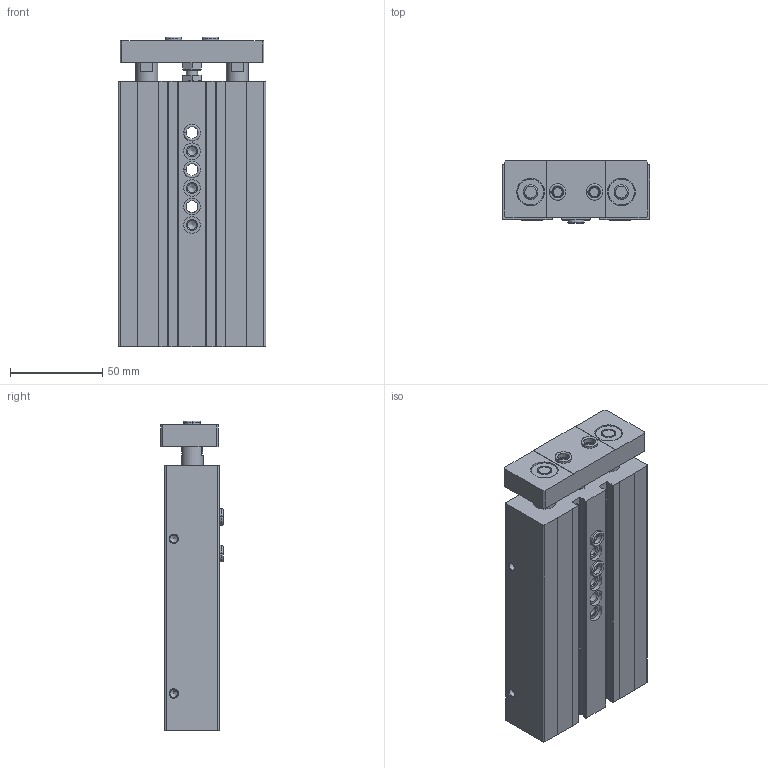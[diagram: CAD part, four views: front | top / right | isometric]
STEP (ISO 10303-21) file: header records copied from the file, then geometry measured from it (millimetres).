
FILE_DESCRIPTION(/* description */ ('STEP AP214'),/* implementation_level */ '2;1');
FILE_NAME(/* name */ '162099_DPZ-25-50-P-A-KF',/* time_stamp */ '2024-08-21T00:24:10+02:00',/* author */ ('License CC BY-ND 4.0'),/* organization */ ('CADENAS'),/* preprocessor_version */ 'ST-DEVELOPER v19.3',/* originating_system */ 'PARTsolutions',/* authorisation */ ' ');
FILE_SCHEMA (('AUTOMOTIVE_DESIGN {1 0 10303 214 3 1 1}'));
Length unit declared in the file: millimetre
Products named in the file (6): 162099 DPZ-25-50-P-A-KF---(asm_0); 162099 DPZ-25-50-P-A-KF---(Z); 162099 DPZ-25-50-P-A-KF---(K); 8137184 ZBH-9-B; DIN-439-B - M6(F); Hexagon bolt DIN 933 - M6x16
Assembly tree (8 placements, depth 2):
  162099 DPZ-25-50-P-A-KF---(asm_0)
    162099 DPZ-25-50-P-A-KF---(Z)
    162099 DPZ-25-50-P-A-KF---(K)
    8137184 ZBH-9-B  x4
    DIN-439-B - M6(F)
    Hexagon bolt DIN 933 - M6x16
Bounding box: 80 x 33.8 x 167.8 mm (x, y, z)
Volume: 313728.1 mm3; surface area: 85783.5 mm2
Topology: 8 solids, 8 shells, 266 faces, 642 edges, 416 vertices
Faces by surface type: plane 124, cylinder 90, cone 43, torus 9
Full cylindrical faces by diameter (mm): 4.134 x8, 4.917 x7, 6 x1, 6.4 x3, 8 x2, 8.88 x1, 9 x8, 10.5 x3, 12 x5, 14 x2, 15 x2, 25 x4
Entity records: 6976 total; most frequent: CARTESIAN_POINT 1286, DIRECTION 1179, ORIENTED_EDGE 998, EDGE_CURVE 499, AXIS2_PLACEMENT_3D 461, FACE_BOUND 380, VERTEX_POINT 377, EDGE_LOOP 370
